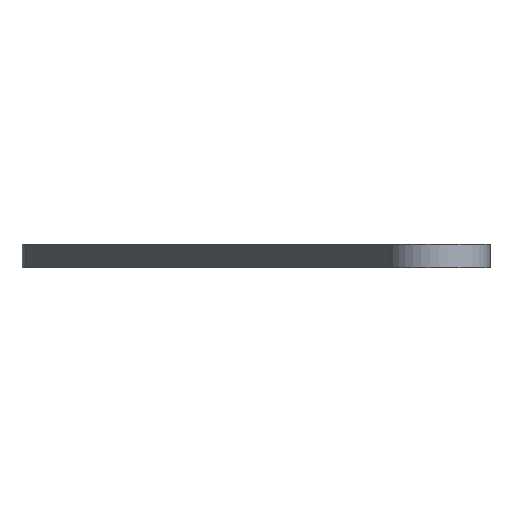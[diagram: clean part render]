
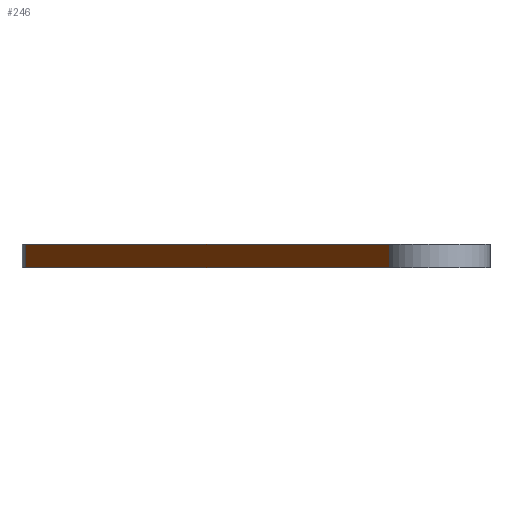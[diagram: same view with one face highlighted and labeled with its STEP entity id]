
A CAD part, left-side view. The second image highlights one B-rep face of the part: STEP entity #246.
In plain terms, the highlighted planar face has unit normal (-0.365, 0.931, 0).
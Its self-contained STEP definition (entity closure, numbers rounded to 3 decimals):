
#22=PLANE('',#290);
#42=FACE_OUTER_BOUND('',#58,.T.);
#58=EDGE_LOOP('',(#223,#224,#225,#226));
#73=LINE('',#388,#97);
#86=LINE('',#421,#110);
#88=LINE('',#424,#112);
#90=LINE('',#428,#114);
#97=VECTOR('',#315,10.);
#110=VECTOR('',#352,10.);
#112=VECTOR('',#356,10.);
#114=VECTOR('',#362,10.);
#116=VERTEX_POINT('',#368);
#121=VERTEX_POINT('',#382);
#128=VERTEX_POINT('',#409);
#130=VERTEX_POINT('',#417);
#141=EDGE_CURVE('',#116,#121,#73,.T.);
#158=EDGE_CURVE('',#130,#128,#86,.T.);
#160=EDGE_CURVE('',#116,#128,#88,.T.);
#162=EDGE_CURVE('',#121,#130,#90,.T.);
#223=ORIENTED_EDGE('',*,*,#158,.T.);
#224=ORIENTED_EDGE('',*,*,#160,.F.);
#225=ORIENTED_EDGE('',*,*,#141,.T.);
#226=ORIENTED_EDGE('',*,*,#162,.T.);
#246=ADVANCED_FACE('',(#42),#22,.T.);
#290=AXIS2_PLACEMENT_3D('',#429,#363,#364);
#315=DIRECTION('',(0.,0.,1.));
#352=DIRECTION('',(0.,0.,-1.));
#356=DIRECTION('',(0.931,0.365,0.));
#362=DIRECTION('',(0.931,0.365,0.));
#363=DIRECTION('center_axis',(-0.365,0.931,0.));
#364=DIRECTION('ref_axis',(0.,0.,1.));
#368=CARTESIAN_POINT('',(-4.11,9.722,-2.555));
#382=CARTESIAN_POINT('',(-4.11,9.722,2.555));
#388=CARTESIAN_POINT('',(-4.11,9.722,-2.555));
#409=CARTESIAN_POINT('',(196.024,88.278,-2.555));
#417=CARTESIAN_POINT('',(196.024,88.278,2.555));
#421=CARTESIAN_POINT('',(196.024,88.278,-2.555));
#424=CARTESIAN_POINT('',(-4.11,9.722,-2.555));
#428=CARTESIAN_POINT('',(-4.11,9.722,2.555));
#429=CARTESIAN_POINT('Origin',(-4.11,9.722,2.555));
